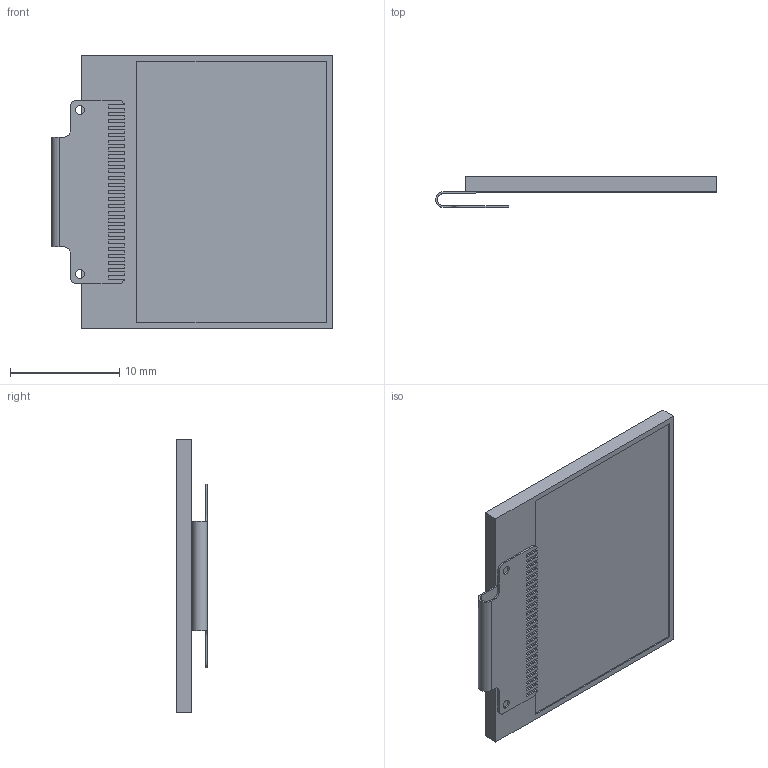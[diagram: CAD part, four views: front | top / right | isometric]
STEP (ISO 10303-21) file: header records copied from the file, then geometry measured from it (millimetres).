
FILE_DESCRIPTION (( 'STEP AP214' ), '1' );
FILE_NAME ('OLDE_96x64.STEP', '2013-08-19T11:01:31', ( 'Master' ), ( '' ), 'SwSTEP 2.0', 'SolidWorks 2010', '' );
FILE_SCHEMA (( 'AUTOMOTIVE_DESIGN' ));
Length unit declared in the file: millimetre
Products named in the file (3): OLED_96x64_FFC; OLED_96x64_Display; OLDE_96x64
Assembly tree (2 placements, depth 2):
  OLDE_96x64
    OLED_96x64_Display
    OLED_96x64_FFC
Bounding box: 25.7 x 2.81 x 25 mm (x, y, z)
Volume: 730.8 mm3; surface area: 1588.2 mm2
Topology: 2 solids, 2 shells, 142 faces, 400 edges, 264 vertices
Faces by surface type: plane 130, cylinder 12
Entity records: 4644 total; most frequent: CARTESIAN_POINT 811, ORIENTED_EDGE 800, DIRECTION 718, EDGE_CURVE 400, VECTOR 376, LINE 376, VERTEX_POINT 264, AXIS2_PLACEMENT_3D 171
